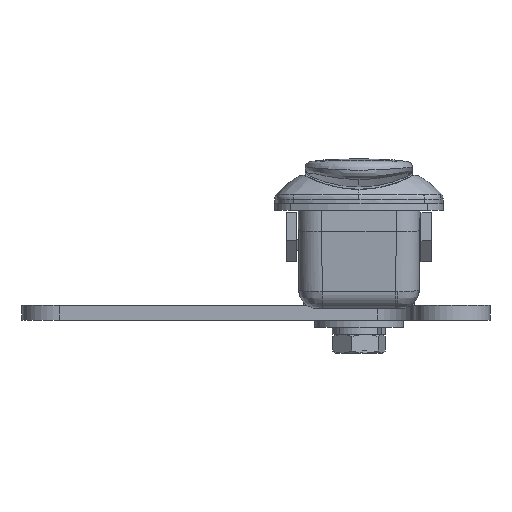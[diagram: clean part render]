
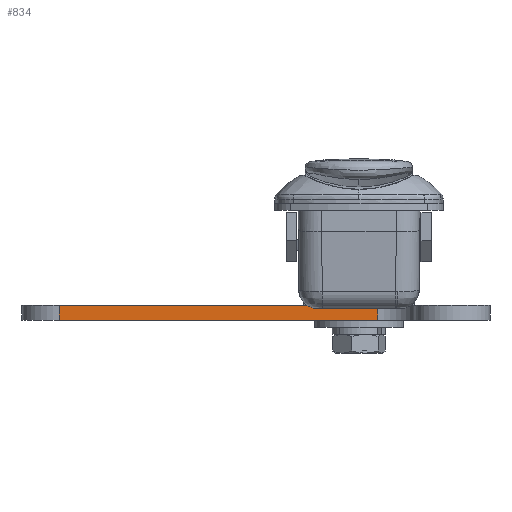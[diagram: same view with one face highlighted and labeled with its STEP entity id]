
A CAD part, front view. The second image highlights one B-rep face of the part: STEP entity #834.
In plain terms, the highlighted planar face has unit normal (0, -1, 0).
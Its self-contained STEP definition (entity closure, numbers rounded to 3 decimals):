
#271 = DIRECTION ( 'NONE',  ( 0., 0., -1. ) ) ;
#834 = ADVANCED_FACE ( 'NONE', ( #22045 ), #18602, .F. ) ;
#2812 = DIRECTION ( 'NONE',  ( 0., 1., 0. ) ) ;
#2909 = CARTESIAN_POINT ( 'NONE',  ( 4.008, -12.5, 0. ) ) ;
#3289 = EDGE_CURVE ( 'NONE', #21046, #8454, #8392, .T. ) ;
#4543 = VECTOR ( 'NONE', #22444, 1000. ) ;
#5957 = VERTEX_POINT ( 'NONE', #12722 ) ;
#6013 = EDGE_CURVE ( 'NONE', #21046, #5957, #8928, .T. ) ;
#6377 = CARTESIAN_POINT ( 'NONE',  ( 4.008, -12.5, 3.2 ) ) ;
#7020 = AXIS2_PLACEMENT_3D ( 'NONE', #6377, #2812, #9842 ) ;
#7646 = LINE ( 'NONE', #21699, #12351 ) ;
#7948 = LINE ( 'NONE', #11285, #11164 ) ;
#8392 = LINE ( 'NONE', #12309, #4543 ) ;
#8454 = VERTEX_POINT ( 'NONE', #14718 ) ;
#8928 = LINE ( 'NONE', #12264, #9237 ) ;
#9237 = VECTOR ( 'NONE', #10764, 1000. ) ;
#9246 = ORIENTED_EDGE ( 'NONE', *, *, #11400, .F. ) ;
#9842 = DIRECTION ( 'NONE',  ( -1., 0., 0. ) ) ;
#10764 = DIRECTION ( 'NONE',  ( 0., 0., -1. ) ) ;
#11164 = VECTOR ( 'NONE', #18315, 1000. ) ;
#11285 = CARTESIAN_POINT ( 'NONE',  ( 4.008, -12.5, 0. ) ) ;
#11400 = EDGE_CURVE ( 'NONE', #8454, #20153, #7646, .T. ) ;
#12264 = CARTESIAN_POINT ( 'NONE',  ( -64., -12.5, 3.2 ) ) ;
#12309 = CARTESIAN_POINT ( 'NONE',  ( 4.008, -12.5, 3.2 ) ) ;
#12351 = VECTOR ( 'NONE', #271, 1000. ) ;
#12352 = EDGE_LOOP ( 'NONE', ( #17725, #9246, #21989, #21793 ) ) ;
#12722 = CARTESIAN_POINT ( 'NONE',  ( -64., -12.5, 0. ) ) ;
#14718 = CARTESIAN_POINT ( 'NONE',  ( 4.008, -12.5, 3.2 ) ) ;
#15998 = EDGE_CURVE ( 'NONE', #5957, #20153, #7948, .T. ) ;
#16452 = CARTESIAN_POINT ( 'NONE',  ( -64., -12.5, 3.2 ) ) ;
#17725 = ORIENTED_EDGE ( 'NONE', *, *, #15998, .T. ) ;
#18315 = DIRECTION ( 'NONE',  ( 1., 0., 0. ) ) ;
#18602 = PLANE ( 'NONE',  #7020 ) ;
#20153 = VERTEX_POINT ( 'NONE', #2909 ) ;
#21046 = VERTEX_POINT ( 'NONE', #16452 ) ;
#21699 = CARTESIAN_POINT ( 'NONE',  ( 4.008, -12.5, 3.2 ) ) ;
#21793 = ORIENTED_EDGE ( 'NONE', *, *, #6013, .T. ) ;
#21989 = ORIENTED_EDGE ( 'NONE', *, *, #3289, .F. ) ;
#22045 = FACE_OUTER_BOUND ( 'NONE', #12352, .T. ) ;
#22444 = DIRECTION ( 'NONE',  ( 1., 0., 0. ) ) ;
